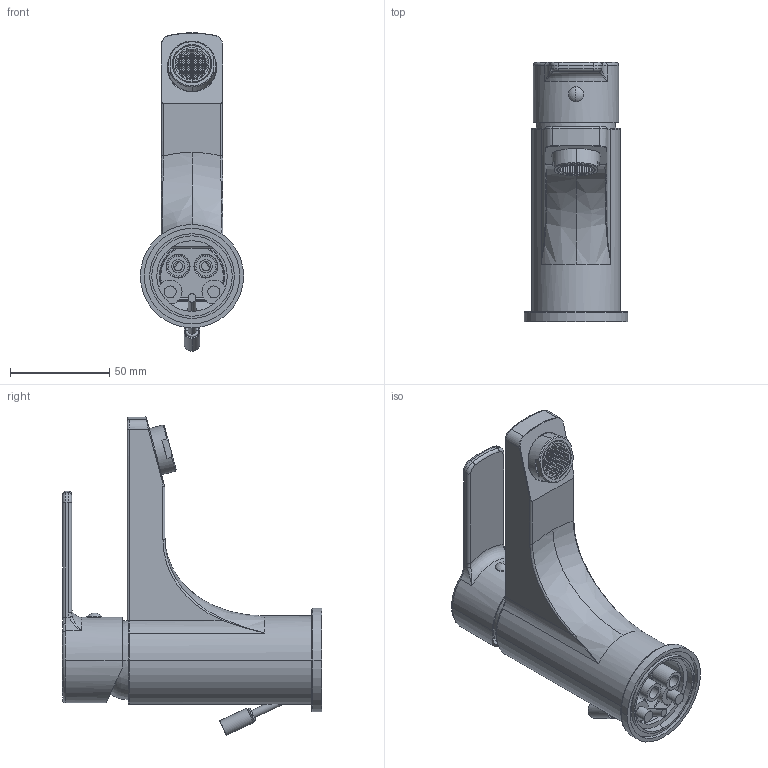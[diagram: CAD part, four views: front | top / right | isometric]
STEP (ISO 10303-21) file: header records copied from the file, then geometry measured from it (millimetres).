
FILE_DESCRIPTION((''),'2;1');
FILE_NAME('RED075CR','2021-11-08T15:47:08',('ut3'),('PAFFONI SpA'),'CREO PARAMETRIC BY PTC INC, 2020044','CREO PARAMETRIC BY PTC INC, 2020044','');
FILE_SCHEMA(('CONFIG_CONTROL_DESIGN','SHAPE_APPEARANCE_LAYERS_GROUPS'));
Length unit declared in the file: millimetre
Products named in the file (1): RED075CR
Bounding box: 52 x 130.73 x 160.35 mm (x, y, z)
Volume: 148359.7 mm3; surface area: 97566.4 mm2
Topology: 6 solids, 6 shells, 3092 faces, 8683 edges, 5584 vertices
Faces by surface type: plane 2173, cylinder 531, torus 160, cone 115, bspline 77, sphere 36
Entity records: 139808 total; most frequent: CARTESIAN_POINT 30474, ORIENTED_EDGE 17336, DIRECTION 16516, EDGE_CURVE 8668, VERTEX_POINT 5584, AXIS2_PLACEMENT_3D 5531, VECTOR 5454, LINE 5454
